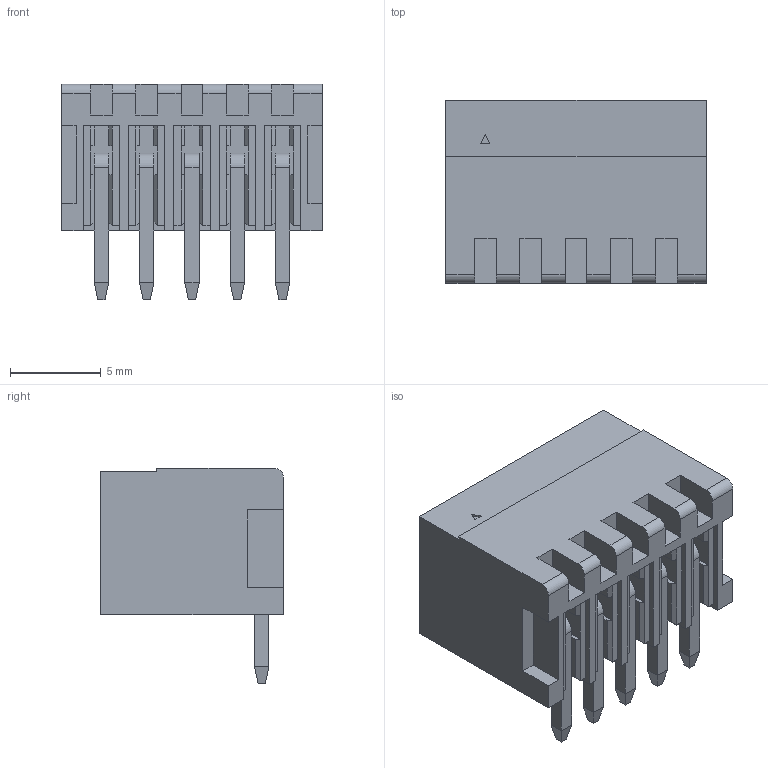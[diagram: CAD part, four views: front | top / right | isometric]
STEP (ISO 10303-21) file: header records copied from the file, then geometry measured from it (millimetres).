
FILE_DESCRIPTION (( 'STEP AP214' ), '1' );
FILE_NAME ('15EDGRC-2.5-05P-14-00AH.STEP', '2021-01-23T21:13:58', ( '' ), ( '' ), 'SwSTEP 2.0', 'SolidWorks 2020', '' );
FILE_SCHEMA (( 'AUTOMOTIVE_DESIGN' ));
Length unit declared in the file: millimetre
Products named in the file (1): 15EDGRC-2.5-05P-14-00AH
Bounding box: 14.4 x 10.1 x 11.9 mm (x, y, z)
Volume: 636.8 mm3; surface area: 1464.7 mm2
Topology: 1 solids, 1 shells, 764 faces, 2034 edges, 1306 vertices
Faces by surface type: plane 587, bspline 141, cylinder 26, torus 10
Entity records: 34913 total; most frequent: CARTESIAN_POINT 12506, ORIENTED_EDGE 4068, DIRECTION 3142, EDGE_CURVE 2034, VECTOR 1650, LINE 1650, VERTEX_POINT 1306, EDGE_LOOP 802
